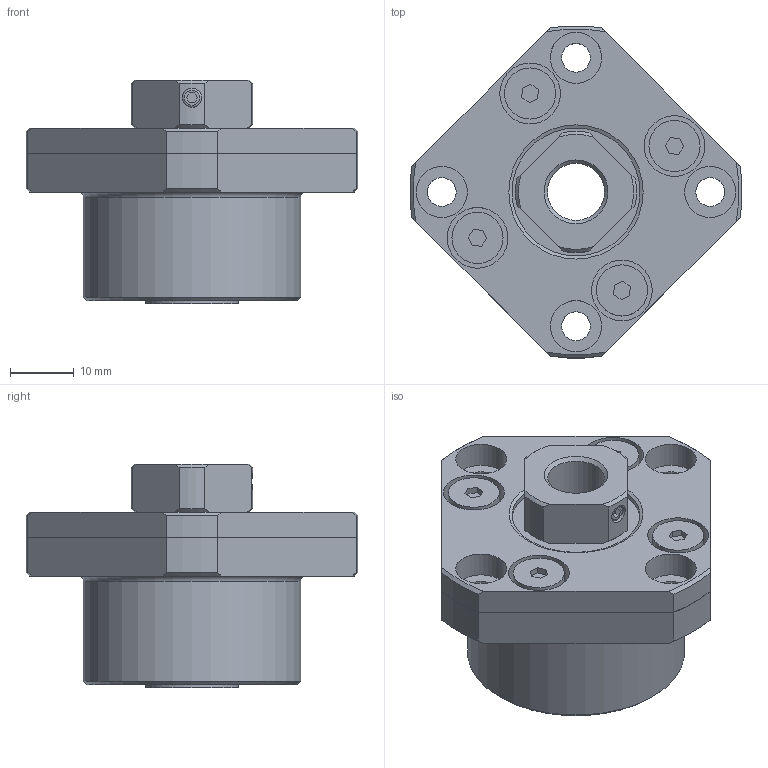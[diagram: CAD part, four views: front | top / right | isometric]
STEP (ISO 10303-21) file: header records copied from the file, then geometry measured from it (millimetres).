
FILE_DESCRIPTION( ( 'STEP AP203' ), ' ' );
FILE_NAME( 'FK_10Yes.stp', '2018-02-07T16:49:23', ( '' ), ( '' ), ' ', 'PARTsolutions', ' ' );
FILE_SCHEMA( ( 'CONFIG_CONTROL_DESIGN' ) );
Length unit declared in the file: millimetre
Products named in the file (3): FK 10Yes; _FK 10; _FK 10collar
Assembly tree (2 placements, depth 2):
  FK 10Yes
    _FK 10
    _FK 10collar
Bounding box: 51.93 x 51.93 x 35 mm (x, y, z)
Volume: 30022.6 mm3; surface area: 10574.1 mm2
Topology: 2 solids, 2 shells, 148 faces, 338 edges, 224 vertices
Faces by surface type: plane 80, cylinder 45, cone 21, torus 2
Full cylindrical faces by diameter (mm): 3 x1, 4.5 x4, 8 x8, 8.917 x1, 9.5 x4, 10 x2, 12 x1, 14 x1, 14.5 x2, 19 x1, 20 x1, 22 x1, 22.04 x1, 34 x1
Entity records: 4186 total; most frequent: CARTESIAN_POINT 816, DIRECTION 680, ORIENTED_EDGE 598, EDGE_CURVE 299, AXIS2_PLACEMENT_3D 263, EDGE_LOOP 226, VERTEX_POINT 221, FACE_OUTER_BOUND 179
